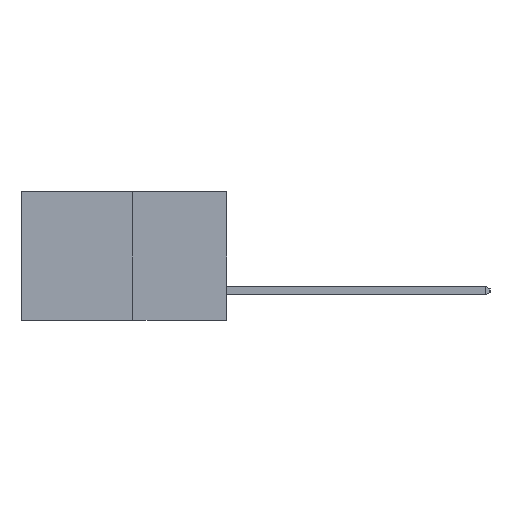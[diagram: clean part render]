
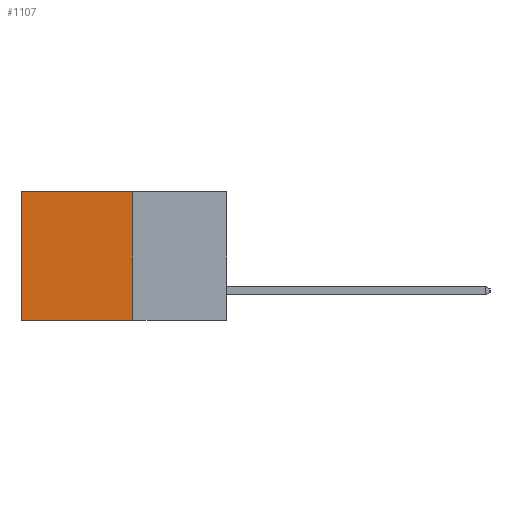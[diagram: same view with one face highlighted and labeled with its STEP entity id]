
A CAD part, left-side view. The second image highlights one B-rep face of the part: STEP entity #1107.
In plain terms, the highlighted planar face has unit normal (-1, 0, 0).
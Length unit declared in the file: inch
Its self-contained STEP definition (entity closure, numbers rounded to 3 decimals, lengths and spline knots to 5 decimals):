
#509 = AXIS2_PLACEMENT_3D ( 'NONE', #13641, #9261, #12818 ) ;
#1107 = ADVANCED_FACE ( 'NONE', ( #21275 ), #4339, .F. ) ;
#1268 = EDGE_CURVE ( 'NONE', #16170, #5786, #12714, .T. ) ;
#2122 = VECTOR ( 'NONE', #18772, 39.37008 ) ;
#2466 = VERTEX_POINT ( 'NONE', #4136 ) ;
#2858 = DIRECTION ( 'NONE',  ( 0., 0., -1. ) ) ;
#3545 = VECTOR ( 'NONE', #13620, 39.37008 ) ;
#4136 = CARTESIAN_POINT ( 'NONE',  ( 0.277, 0.27, -0.37 ) ) ;
#4339 = PLANE ( 'NONE',  #509 ) ;
#5507 = LINE ( 'NONE', #9123, #14092 ) ;
#5786 = VERTEX_POINT ( 'NONE', #15986 ) ;
#6298 = ORIENTED_EDGE ( 'NONE', *, *, #1268, .T. ) ;
#6685 = LINE ( 'NONE', #8740, #2122 ) ;
#6916 = LINE ( 'NONE', #11436, #15941 ) ;
#8740 = CARTESIAN_POINT ( 'NONE',  ( 0.277, 0.27, -0.37 ) ) ;
#8793 = CARTESIAN_POINT ( 'NONE',  ( 0.277, 0.59, -0.37 ) ) ;
#9123 = CARTESIAN_POINT ( 'NONE',  ( 0.277, 0.27, -0.37 ) ) ;
#9261 = DIRECTION ( 'NONE',  ( 1., 0., 0. ) ) ;
#10839 = DIRECTION ( 'NONE',  ( 0., 0., -1. ) ) ;
#11436 = CARTESIAN_POINT ( 'NONE',  ( 0.277, 0.59, -0.37 ) ) ;
#12714 = LINE ( 'NONE', #19609, #3545 ) ;
#12818 = DIRECTION ( 'NONE',  ( 0., 0., -1. ) ) ;
#13265 = VERTEX_POINT ( 'NONE', #8793 ) ;
#13620 = DIRECTION ( 'NONE',  ( 0., 1., 0. ) ) ;
#13641 = CARTESIAN_POINT ( 'NONE',  ( 0.277, 0.27, -0.37 ) ) ;
#14092 = VECTOR ( 'NONE', #10839, 39.37008 ) ;
#14432 = EDGE_CURVE ( 'NONE', #2466, #13265, #6685, .T. ) ;
#15101 = EDGE_LOOP ( 'NONE', ( #16201, #18638, #16848, #6298 ) ) ;
#15941 = VECTOR ( 'NONE', #2858, 39.37008 ) ;
#15986 = CARTESIAN_POINT ( 'NONE',  ( 0.277, 0.59, 0. ) ) ;
#16170 = VERTEX_POINT ( 'NONE', #19409 ) ;
#16201 = ORIENTED_EDGE ( 'NONE', *, *, #17457, .T. ) ;
#16848 = ORIENTED_EDGE ( 'NONE', *, *, #18773, .F. ) ;
#17457 = EDGE_CURVE ( 'NONE', #5786, #13265, #6916, .T. ) ;
#18638 = ORIENTED_EDGE ( 'NONE', *, *, #14432, .F. ) ;
#18772 = DIRECTION ( 'NONE',  ( 0., 1., 0. ) ) ;
#18773 = EDGE_CURVE ( 'NONE', #16170, #2466, #5507, .T. ) ;
#19409 = CARTESIAN_POINT ( 'NONE',  ( 0.277, 0.27, 0. ) ) ;
#19609 = CARTESIAN_POINT ( 'NONE',  ( 0.277, 0.27, 0. ) ) ;
#21275 = FACE_OUTER_BOUND ( 'NONE', #15101, .T. ) ;
